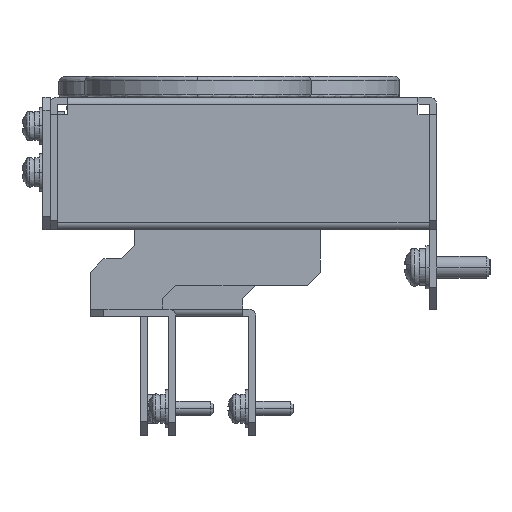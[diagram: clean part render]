
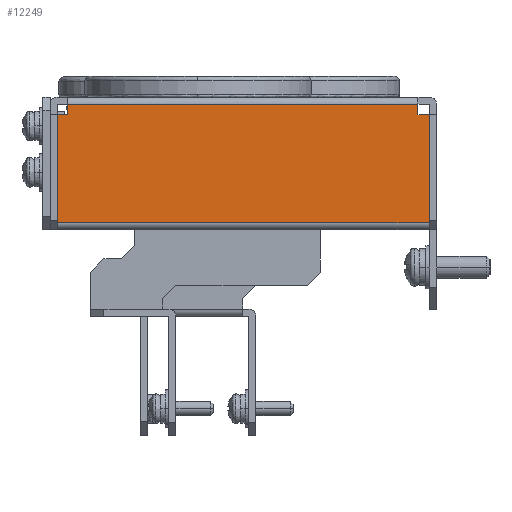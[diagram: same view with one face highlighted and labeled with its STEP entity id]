
A CAD part, left-side view. The second image highlights one B-rep face of the part: STEP entity #12249.
In plain terms, the highlighted planar face has unit normal (-1, 0, 0).
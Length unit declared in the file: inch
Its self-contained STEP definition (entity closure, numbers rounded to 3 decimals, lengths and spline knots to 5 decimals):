
#55 = VECTOR ( 'NONE', #18919, 39.37008 ) ;
#341 = VECTOR ( 'NONE', #15567, 39.37008 ) ;
#688 = EDGE_CURVE ( 'NONE', #20198, #4647, #7940, .T. ) ;
#716 = FACE_OUTER_BOUND ( 'NONE', #12594, .T. ) ;
#812 = EDGE_CURVE ( 'NONE', #23248, #8275, #12805, .T. ) ;
#1206 = VECTOR ( 'NONE', #9854, 39.37008 ) ;
#1840 = ORIENTED_EDGE ( 'NONE', *, *, #4629, .F. ) ;
#2325 = CARTESIAN_POINT ( 'NONE',  ( -4.23228, -0.04724, 1.04331 ) ) ;
#2352 = AXIS2_PLACEMENT_3D ( 'NONE', #6205, #13520, #15603 ) ;
#2567 = ORIENTED_EDGE ( 'NONE', *, *, #11241, .F. ) ;
#3897 = CARTESIAN_POINT ( 'NONE',  ( -4.23228, 3.24016, 1.1378 ) ) ;
#4013 = CARTESIAN_POINT ( 'NONE',  ( -4.23228, -0.04724, 1.04331 ) ) ;
#4321 = CARTESIAN_POINT ( 'NONE',  ( -4.23228, 0.01969, 0.08268 ) ) ;
#4353 = LINE ( 'NONE', #9969, #341 ) ;
#4629 = EDGE_CURVE ( 'NONE', #6395, #8275, #15371, .T. ) ;
#4647 = VERTEX_POINT ( 'NONE', #6095 ) ;
#4850 = CARTESIAN_POINT ( 'NONE',  ( -4.23228, 0.11811, 1.20079 ) ) ;
#6020 = CARTESIAN_POINT ( 'NONE',  ( -4.23228, -0.04724, 0.08268 ) ) ;
#6095 = CARTESIAN_POINT ( 'NONE',  ( -4.23228, 3.33071, 1.04331 ) ) ;
#6205 = CARTESIAN_POINT ( 'NONE',  ( -4.23228, -0.04724, 0.01969 ) ) ;
#6395 = VERTEX_POINT ( 'NONE', #22721 ) ;
#6420 = EDGE_CURVE ( 'NONE', #11252, #9602, #20887, .T. ) ;
#7207 = ORIENTED_EDGE ( 'NONE', *, *, #688, .T. ) ;
#7506 = ORIENTED_EDGE ( 'NONE', *, *, #21545, .T. ) ;
#7777 = DIRECTION ( 'NONE',  ( 0., 1., 0. ) ) ;
#7940 = LINE ( 'NONE', #2325, #8516 ) ;
#8156 = PLANE ( 'NONE',  #2352 ) ;
#8275 = VERTEX_POINT ( 'NONE', #19733 ) ;
#8300 = VECTOR ( 'NONE', #22801, 39.37008 ) ;
#8516 = VECTOR ( 'NONE', #13545, 39.37008 ) ;
#8679 = ORIENTED_EDGE ( 'NONE', *, *, #812, .T. ) ;
#9257 = EDGE_CURVE ( 'NONE', #12163, #6395, #4353, .T. ) ;
#9602 = VERTEX_POINT ( 'NONE', #4321 ) ;
#9854 = DIRECTION ( 'NONE',  ( 0., 0., 1. ) ) ;
#9969 = CARTESIAN_POINT ( 'NONE',  ( -4.23228, 7.88839, 1.1378 ) ) ;
#10384 = ORIENTED_EDGE ( 'NONE', *, *, #9257, .F. ) ;
#11237 = CARTESIAN_POINT ( 'NONE',  ( -4.23228, 0.01969, 1.04331 ) ) ;
#11241 = EDGE_CURVE ( 'NONE', #20198, #12163, #22762, .T. ) ;
#11252 = VERTEX_POINT ( 'NONE', #13619 ) ;
#11459 = VECTOR ( 'NONE', #17000, 39.37008 ) ;
#11476 = CARTESIAN_POINT ( 'NONE',  ( -4.23228, 0.01969, 0.01969 ) ) ;
#11873 = DIRECTION ( 'NONE',  ( 0., 0., -1. ) ) ;
#12163 = VERTEX_POINT ( 'NONE', #3897 ) ;
#12249 = ADVANCED_FACE ( 'NONE', ( #716 ), #8156, .T. ) ;
#12594 = EDGE_LOOP ( 'NONE', ( #1840, #10384, #2567, #7207, #7506, #13504, #15138, #8679 ) ) ;
#12805 = LINE ( 'NONE', #4013, #13509 ) ;
#13504 = ORIENTED_EDGE ( 'NONE', *, *, #6420, .T. ) ;
#13509 = VECTOR ( 'NONE', #7777, 39.37008 ) ;
#13520 = DIRECTION ( 'NONE',  ( -1., 0., 0. ) ) ;
#13545 = DIRECTION ( 'NONE',  ( 0., 1., 0. ) ) ;
#13619 = CARTESIAN_POINT ( 'NONE',  ( -4.23228, 3.33071, 0.08268 ) ) ;
#15138 = ORIENTED_EDGE ( 'NONE', *, *, #19231, .T. ) ;
#15290 = CARTESIAN_POINT ( 'NONE',  ( -4.23228, 3.33071, 0.01969 ) ) ;
#15371 = LINE ( 'NONE', #4850, #8300 ) ;
#15567 = DIRECTION ( 'NONE',  ( 0., -1., 0. ) ) ;
#15603 = DIRECTION ( 'NONE',  ( 0., 0., 1. ) ) ;
#17000 = DIRECTION ( 'NONE',  ( 0., -1., 0. ) ) ;
#17402 = CARTESIAN_POINT ( 'NONE',  ( -4.23228, 3.24016, 1.20079 ) ) ;
#18919 = DIRECTION ( 'NONE',  ( 0., 0., 1. ) ) ;
#19231 = EDGE_CURVE ( 'NONE', #9602, #23248, #22439, .T. ) ;
#19733 = CARTESIAN_POINT ( 'NONE',  ( -4.23228, 0.11811, 1.04331 ) ) ;
#20198 = VERTEX_POINT ( 'NONE', #21962 ) ;
#20594 = VECTOR ( 'NONE', #11873, 39.37008 ) ;
#20887 = LINE ( 'NONE', #6020, #11459 ) ;
#21545 = EDGE_CURVE ( 'NONE', #4647, #11252, #21581, .T. ) ;
#21581 = LINE ( 'NONE', #15290, #20594 ) ;
#21962 = CARTESIAN_POINT ( 'NONE',  ( -4.23228, 3.24016, 1.04331 ) ) ;
#22439 = LINE ( 'NONE', #11476, #55 ) ;
#22721 = CARTESIAN_POINT ( 'NONE',  ( -4.23228, 0.11811, 1.1378 ) ) ;
#22762 = LINE ( 'NONE', #17402, #1206 ) ;
#22801 = DIRECTION ( 'NONE',  ( 0., 0., -1. ) ) ;
#23248 = VERTEX_POINT ( 'NONE', #11237 ) ;
